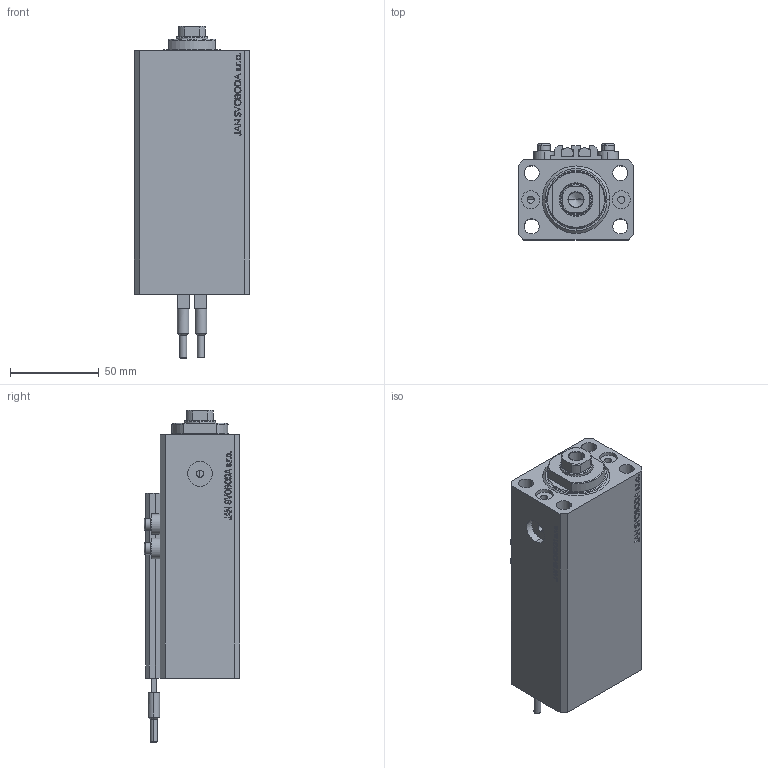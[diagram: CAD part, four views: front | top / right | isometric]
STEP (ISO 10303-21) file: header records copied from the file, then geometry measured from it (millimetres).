
FILE_DESCRIPTION (( 'STEP AP203' ), '1' );
FILE_NAME ('d5ed.STEP', '2022-04-09T15:16:07', ( '' ), ( '' ), 'SwSTEP 2.0', 'SolidWorks 2019', '' );
FILE_SCHEMA (( 'CONFIG_CONTROL_DESIGN' ));
Length unit declared in the file: millimetre
Products named in the file (6): ALLEN BOLT V250CE 700bdf63ed400a6a468ac78fd6a5084b; V250CE_C_VCP 700bdf63ed400a6a468ac78fd6a5084b; d5ed; SWITCH_V250CE 700bdf63ed400a6a468ac78fd6a5084b; V250CE_VC_C 700bdf63ed400a6a468ac78fd6a5084b; V250CE_C_Body 700bdf63ed400a6a468ac78fd6a5084b
Assembly tree (9 placements, depth 2):
  d5ed
    V250CE_C_Body 700bdf63ed400a6a468ac78fd6a5084b
    ALLEN BOLT V250CE 700bdf63ed400a6a468ac78fd6a5084b  x4
    V250CE_C_VCP 700bdf63ed400a6a468ac78fd6a5084b
    V250CE_VC_C 700bdf63ed400a6a468ac78fd6a5084b
    SWITCH_V250CE 700bdf63ed400a6a468ac78fd6a5084b  x2
Bounding box: 65 x 54 x 186.9 mm (x, y, z)
Volume: 369649.4 mm3; surface area: 95513.9 mm2
Topology: 10 solids, 10 shells, 1085 faces, 2709 edges, 1761 vertices
Faces by surface type: plane 535, bspline 374, cylinder 98, cone 60, torus 18
Entity records: 48054 total; most frequent: CARTESIAN_POINT 26002, ORIENTED_EDGE 5000, DIRECTION 3162, EDGE_CURVE 2500, VERTEX_POINT 1647, VECTOR 1516, LINE 1516, EDGE_LOOP 1107
